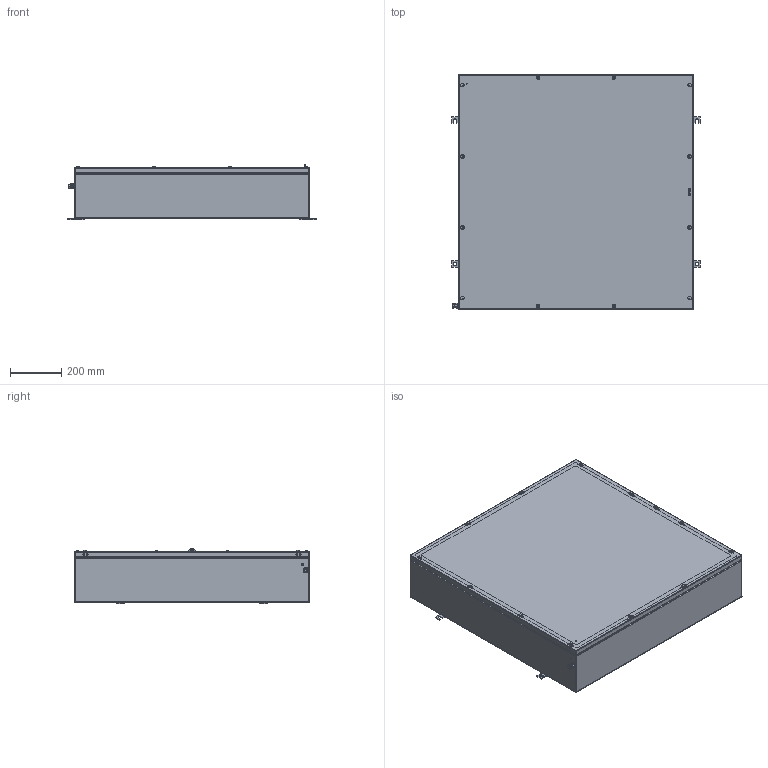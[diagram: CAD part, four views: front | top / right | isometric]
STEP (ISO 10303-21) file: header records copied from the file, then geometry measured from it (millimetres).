
FILE_DESCRIPTION(('CATIA V5 STEP Exchange','CAx-IF Rec.Pracs.--- Model Styling and Organization---1.4--- 2014-01-23'),'2;1');
FILE_NAME ('1523490-3_1_8000108880_8000108880 KTB MH 919120 S4E0.stp','2023-12-06T07:35:58+00:00',('none'),('Weidmueller'),'CATIA Version 5-6 Release 2016 SP3 HF44','CATIA V5 STEP AP214','none');
FILE_SCHEMA(('AUTOMOTIVE_DESIGN { 1 0 10303 214 1 1 1 1 }'));
Products named in the file (1): 8000108880 KTB MH 919120 S4E0
Bounding box: 965 x 914 x 215 mm (x, y, z)
Volume: 4077421.2 mm3; surface area: 5297541.8 mm2
Topology: 44 solids, 45 shells, 3016 faces, 7793 edges, 4807 vertices
Faces by surface type: cylinder 1229, plane 1029, bspline 616, cone 114, torus 20, sphere 8
Entity records: 114020 total; most frequent: CARTESIAN_POINT 48137, ORIENTED_EDGE 15254, DIRECTION 10140, EDGE_CURVE 7627, VERTEX_POINT 4807, AXIS2_PLACEMENT_3D 3989, VECTOR 3759, LINE 3759
